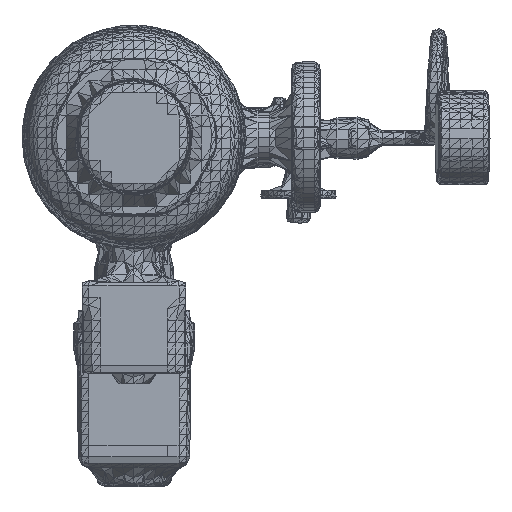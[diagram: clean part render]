
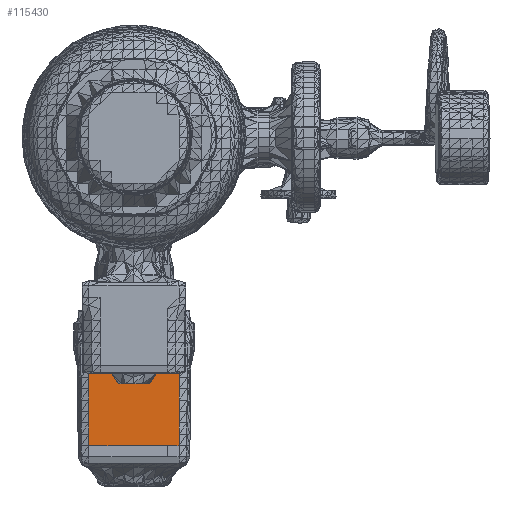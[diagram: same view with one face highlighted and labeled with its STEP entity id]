
A CAD part, top view. The second image highlights one B-rep face of the part: STEP entity #115430.
In plain terms, the highlighted planar face has unit normal (0, -0.009, 1).
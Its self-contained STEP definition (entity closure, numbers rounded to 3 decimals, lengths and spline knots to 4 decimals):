
#7162=DIRECTION('',(0.,1.,0.009));
#7163=VECTOR('',#7162,0.2371);
#7164=CARTESIAN_POINT('',(-0.9432,4.5485,
2.3264));
#7165=LINE('',#7164,#7163);
#7174=DIRECTION('',(0.,1.,0.009));
#7175=VECTOR('',#7174,0.2371);
#7176=CARTESIAN_POINT('',(-0.9432,4.7856,
2.3285));
#7177=LINE('',#7176,#7175);
#7186=DIRECTION('',(0.,1.,0.009));
#7187=VECTOR('',#7186,0.2371);
#7188=CARTESIAN_POINT('',(-0.9432,5.0226,
2.3305));
#7189=LINE('',#7188,#7187);
#7198=DIRECTION('',(0.,1.,0.009));
#7199=VECTOR('',#7198,0.2371);
#7200=CARTESIAN_POINT('',(-0.9432,5.2597,
2.3326));
#7201=LINE('',#7200,#7199);
#7210=DIRECTION('',(0.,1.,0.009));
#7211=VECTOR('',#7210,0.2371);
#7212=CARTESIAN_POINT('',(-0.9432,5.4967,
2.3347));
#7213=LINE('',#7212,#7211);
#7222=DIRECTION('',(0.,1.,0.009));
#7223=VECTOR('',#7222,0.2371);
#7224=CARTESIAN_POINT('',(-0.9432,5.7337,
2.3368));
#7225=LINE('',#7224,#7223);
#7234=DIRECTION('',(0.,1.,0.009));
#7235=VECTOR('',#7234,0.2371);
#7236=CARTESIAN_POINT('',(-0.9432,5.9708,
2.3388));
#7237=LINE('',#7236,#7235);
#7318=DIRECTION('',(-1.,0.,0.));
#7319=VECTOR('',#7318,1.8806);
#7320=CARTESIAN_POINT('',(0.9374,6.2078,2.3409));
#7321=LINE('',#7320,#7319);
#7322=DIRECTION('',(0.,1.,0.009));
#7323=VECTOR('',#7322,0.2371);
#7324=CARTESIAN_POINT('',(0.9374,5.9708,2.3388));
#7325=LINE('',#7324,#7323);
#7326=DIRECTION('',(0.,1.,0.009));
#7327=VECTOR('',#7326,0.2371);
#7328=CARTESIAN_POINT('',(0.9374,5.7337,2.3368));
#7329=LINE('',#7328,#7327);
#7330=DIRECTION('',(0.,1.,0.009));
#7331=VECTOR('',#7330,0.2371);
#7332=CARTESIAN_POINT('',(0.9374,5.4967,2.3347));
#7333=LINE('',#7332,#7331);
#7334=DIRECTION('',(0.,1.,0.009));
#7335=VECTOR('',#7334,0.2371);
#7336=CARTESIAN_POINT('',(0.9374,5.2597,2.3326));
#7337=LINE('',#7336,#7335);
#7338=DIRECTION('',(0.,1.,0.009));
#7339=VECTOR('',#7338,0.2371);
#7340=CARTESIAN_POINT('',(0.9374,5.0226,2.3305));
#7341=LINE('',#7340,#7339);
#7342=DIRECTION('',(0.,1.,0.009));
#7343=VECTOR('',#7342,0.2371);
#7344=CARTESIAN_POINT('',(0.9374,4.7856,2.3285));
#7345=LINE('',#7344,#7343);
#7346=DIRECTION('',(0.,1.,0.009));
#7347=VECTOR('',#7346,0.2371);
#7348=CARTESIAN_POINT('',(0.9374,4.5485,2.3264));
#7349=LINE('',#7348,#7347);
#7350=DIRECTION('',(-1.,0.,0.));
#7351=VECTOR('',#7350,1.6455);
#7352=CARTESIAN_POINT('',(0.7023,4.5485,2.3264));
#7353=LINE('',#7352,#7351);
#7358=DIRECTION('',(-1.,0.,0.));
#7359=VECTOR('',#7358,0.2351);
#7360=CARTESIAN_POINT('',(0.9374,4.5485,2.3264));
#7361=LINE('',#7360,#7359);
#87927=CARTESIAN_POINT('',(-0.9432,4.5485,
2.3264));
#87928=VERTEX_POINT('',#87927);
#87943=CARTESIAN_POINT('',(-0.9432,4.7856,
2.3285));
#87944=VERTEX_POINT('',#87943);
#87961=CARTESIAN_POINT('',(-0.9432,5.0226,
2.3305));
#87962=VERTEX_POINT('',#87961);
#87977=CARTESIAN_POINT('',(-0.9432,5.2597,
2.3326));
#87978=VERTEX_POINT('',#87977);
#87993=CARTESIAN_POINT('',(-0.9432,5.4967,
2.3347));
#87994=VERTEX_POINT('',#87993);
#88001=CARTESIAN_POINT('',(-0.9432,5.7337,
2.3368));
#88002=VERTEX_POINT('',#88001);
#88005=CARTESIAN_POINT('',(-0.9432,5.9708,
2.3388));
#88006=VERTEX_POINT('',#88005);
#88009=CARTESIAN_POINT('',(-0.9432,6.2078,
2.3409));
#88010=VERTEX_POINT('',#88009);
#92539=CARTESIAN_POINT('',(0.7023,4.5485,
2.3264));
#92540=VERTEX_POINT('',#92539);
#93267=CARTESIAN_POINT('',(0.9374,4.5485,
2.3264));
#93268=VERTEX_POINT('',#93267);
#93293=CARTESIAN_POINT('',(0.9374,6.2078,
2.3409));
#93294=VERTEX_POINT('',#93293);
#93971=CARTESIAN_POINT('',(0.9374,4.7856,
2.3285));
#93972=VERTEX_POINT('',#93971);
#93977=CARTESIAN_POINT('',(0.9374,5.0226,
2.3305));
#93978=VERTEX_POINT('',#93977);
#93983=CARTESIAN_POINT('',(0.9374,5.2597,
2.3326));
#93984=VERTEX_POINT('',#93983);
#93989=CARTESIAN_POINT('',(0.9374,5.4967,
2.3347));
#93990=VERTEX_POINT('',#93989);
#93997=CARTESIAN_POINT('',(0.9374,5.7337,
2.3368));
#93998=VERTEX_POINT('',#93997);
#94005=CARTESIAN_POINT('',(0.9374,5.9708,
2.3388));
#94006=VERTEX_POINT('',#94005);
#115397=CARTESIAN_POINT('',(-0.9432,4.5485,
2.3264));
#115398=DIRECTION('',(0.,-0.009,1.));
#115399=DIRECTION('',(0.,-1.,-0.009));
#115400=AXIS2_PLACEMENT_3D('',#115397,#115398,#115399);
#115401=PLANE('',#115400);
#115403=ORIENTED_EDGE('',*,*,#115402,.T.);
#115404=ORIENTED_EDGE('',*,*,#115075,.T.);
#115405=ORIENTED_EDGE('',*,*,#115100,.T.);
#115406=ORIENTED_EDGE('',*,*,#115125,.T.);
#115407=ORIENTED_EDGE('',*,*,#115150,.T.);
#115408=ORIENTED_EDGE('',*,*,#115175,.T.);
#115409=ORIENTED_EDGE('',*,*,#115200,.T.);
#115410=ORIENTED_EDGE('',*,*,#115225,.T.);
#115411=ORIENTED_EDGE('',*,*,#115387,.F.);
#115413=ORIENTED_EDGE('',*,*,#115412,.F.);
#115415=ORIENTED_EDGE('',*,*,#115414,.F.);
#115417=ORIENTED_EDGE('',*,*,#115416,.F.);
#115419=ORIENTED_EDGE('',*,*,#115418,.F.);
#115421=ORIENTED_EDGE('',*,*,#115420,.F.);
#115423=ORIENTED_EDGE('',*,*,#115422,.F.);
#115425=ORIENTED_EDGE('',*,*,#115424,.F.);
#115427=ORIENTED_EDGE('',*,*,#115426,.T.);
#115428=EDGE_LOOP('',(#115403,#115404,#115405,#115406,#115407,#115408,#115409,
#115410,#115411,#115413,#115415,#115417,#115419,#115421,#115423,#115425,
#115427));
#115429=FACE_OUTER_BOUND('',#115428,.F.);
#115430=ADVANCED_FACE('',(#115429),#115401,.T.);
#115075=EDGE_CURVE('',#87928,#87944,#7165,.T.);
#115100=EDGE_CURVE('',#87944,#87962,#7177,.T.);
#115125=EDGE_CURVE('',#87962,#87978,#7189,.T.);
#115150=EDGE_CURVE('',#87978,#87994,#7201,.T.);
#115175=EDGE_CURVE('',#87994,#88002,#7213,.T.);
#115200=EDGE_CURVE('',#88002,#88006,#7225,.T.);
#115225=EDGE_CURVE('',#88006,#88010,#7237,.T.);
#115387=EDGE_CURVE('',#93294,#88010,#7321,.T.);
#115402=EDGE_CURVE('',#92540,#87928,#7353,.T.);
#115412=EDGE_CURVE('',#94006,#93294,#7325,.T.);
#115414=EDGE_CURVE('',#93998,#94006,#7329,.T.);
#115416=EDGE_CURVE('',#93990,#93998,#7333,.T.);
#115418=EDGE_CURVE('',#93984,#93990,#7337,.T.);
#115420=EDGE_CURVE('',#93978,#93984,#7341,.T.);
#115422=EDGE_CURVE('',#93972,#93978,#7345,.T.);
#115424=EDGE_CURVE('',#93268,#93972,#7349,.T.);
#115426=EDGE_CURVE('',#93268,#92540,#7361,.T.);
